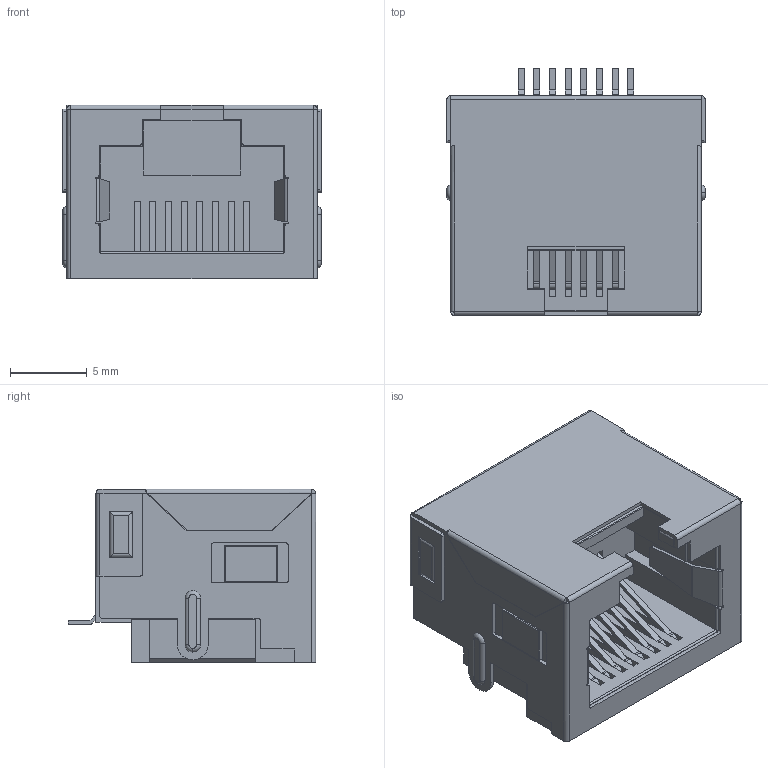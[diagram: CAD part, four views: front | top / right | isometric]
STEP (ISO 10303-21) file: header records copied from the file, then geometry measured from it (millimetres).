
FILE_DESCRIPTION(/* description */ ('STEP AP242','CAx-IF Rec.Pracs.---Representation and Presentation of Product Manufacturing Information (PMI)---4.0---2014-10-13','CAx-IF Rec.Pracs.---3D Tessellated Geometry---0.4---2014-09-14','2;1'),/* implementation_level */ '2;1');
FILE_NAME(/* name */ '68d7060ad2c82dd7dd80f644',/* time_stamp */ '2025-09-26T21:30:52Z',/* author */ (''),/* organization */ (''),/* preprocessor_version */ 'ST-DEVELOPER v20',/* originating_system */ 'ONSHAPE BY PTC INC, 1.204',/* authorisation */ ' ');
FILE_SCHEMA (('AP242_MANAGED_MODEL_BASED_3D_ENGINEERING_MIM_LF { 1 0 10303 442 1 1 4 }'));
Length unit declared in the file: metre
Products named in the file (10): 634108150321|634108150321_Housing#634108150321_Housing;634108150321_H
ousing
Bounding box: 16.82 x 16.1 x 11.3 mm (x, y, z)
Volume: 1296.8 mm3; surface area: 3803.9 mm2
Topology: 10 solids, 10 shells, 809 faces, 2294 edges, 1490 vertices
Faces by surface type: plane 563, cylinder 216, torus 14, sphere 10, bspline 6
Entity records: 26333 total; most frequent: CARTESIAN_POINT 4785, ORIENTED_EDGE 4564, DIRECTION 4298, EDGE_CURVE 2282, LINE 1836, VECTOR 1836, VERTEX_POINT 1490, AXIS2_PLACEMENT_3D 1231
